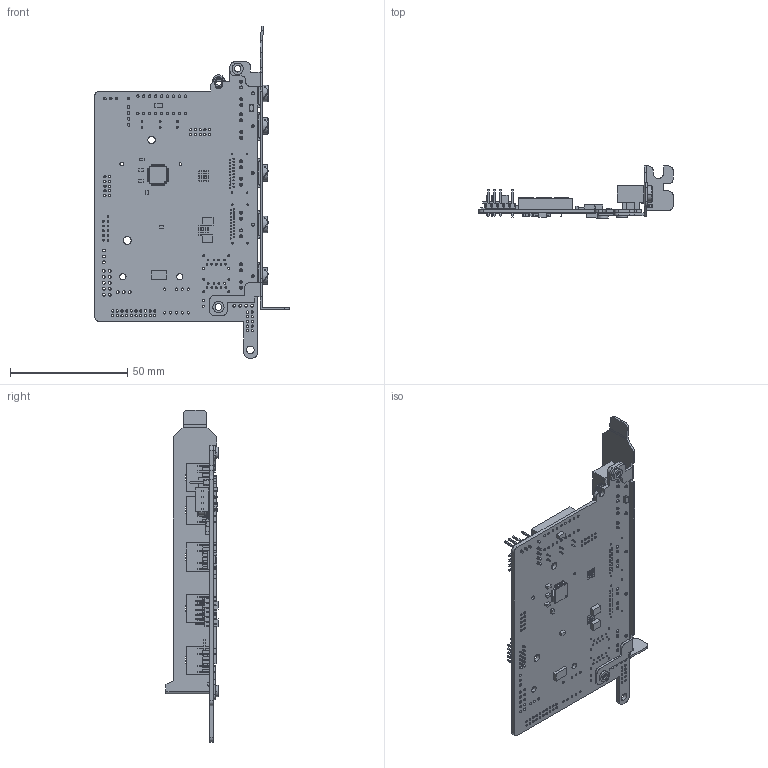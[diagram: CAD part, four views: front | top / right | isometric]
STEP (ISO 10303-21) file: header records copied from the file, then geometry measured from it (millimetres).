
FILE_DESCRIPTION (( 'STEP AP203' ), '1' );
FILE_NAME ('PCA-AUDIO-HDB1E.STEP', '2019-04-22T01:41:51', ( '' ), ( '' ), 'SwSTEP 2.0', 'SolidWorks 2016', '' );
FILE_SCHEMA (( 'CONFIG_CONTROL_DESIGN' ));
Products named in the file (1): PCA-AUDIO-HDB1E
Bounding box: 82.97 x 22.21 x 141.63 mm (x, y, z)
Volume: 21321.2 mm3; surface area: 30182.1 mm2
Topology: 58 solids, 58 shells, 2663 faces, 6997 edges, 4559 vertices
Faces by surface type: plane 1820, cylinder 792, torus 31, cone 20
Entity records: 82696 total; most frequent: CARTESIAN_POINT 14280, ORIENTED_EDGE 13994, DIRECTION 13969, EDGE_CURVE 6997, LINE 5321, VECTOR 5321, VERTEX_POINT 4559, AXIS2_PLACEMENT_3D 4324
